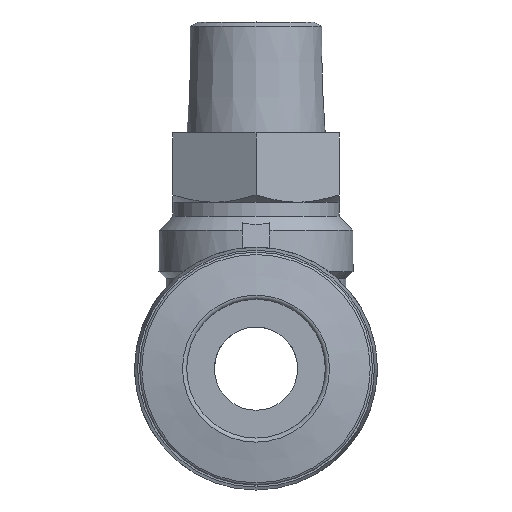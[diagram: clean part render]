
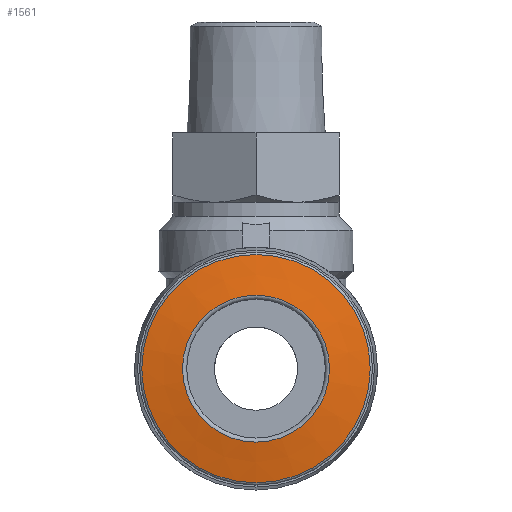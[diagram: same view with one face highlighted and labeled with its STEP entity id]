
A CAD part, left-side view. The second image highlights one B-rep face of the part: STEP entity #1561.
In plain terms, the highlighted conical face has half-angle 80 degrees and reference radius 5.3 mm.
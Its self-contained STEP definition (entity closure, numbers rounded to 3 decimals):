
#57=CONICAL_SURFACE('',#1665,5.3,1.396);
#239=ORIENTED_EDGE('',*,*,#503,.F.);
#240=ORIENTED_EDGE('',*,*,#504,.T.);
#503=EDGE_CURVE('',#627,#627,#701,.T.);
#504=EDGE_CURVE('',#628,#628,#702,.T.);
#627=VERTEX_POINT('',#2327);
#628=VERTEX_POINT('',#2329);
#701=CIRCLE('',#1666,8.235);
#702=CIRCLE('',#1667,5.3);
#762=EDGE_LOOP('',(#239));
#763=EDGE_LOOP('',(#240));
#884=FACE_BOUND('',#762,.T.);
#885=FACE_BOUND('',#763,.T.);
#1561=ADVANCED_FACE('',(#884,#885),#57,.T.);
#1665=AXIS2_PLACEMENT_3D('',#2325,#1854,#1855);
#1666=AXIS2_PLACEMENT_3D('',#2326,#1856,#1857);
#1667=AXIS2_PLACEMENT_3D('',#2328,#1858,#1859);
#1854=DIRECTION('',(1.,0.,0.));
#1855=DIRECTION('',(0.,0.,-1.));
#1856=DIRECTION('',(1.,0.,0.));
#1857=DIRECTION('',(0.,0.,-1.));
#1858=DIRECTION('',(1.,0.,0.));
#1859=DIRECTION('',(0.,0.,-1.));
#2325=CARTESIAN_POINT('',(-25.5,0.,0.));
#2326=CARTESIAN_POINT('',(-24.983,0.,0.));
#2327=CARTESIAN_POINT('',(-24.983,0.,-8.235));
#2328=CARTESIAN_POINT('',(-25.5,0.,0.));
#2329=CARTESIAN_POINT('',(-25.5,0.,-5.3));
